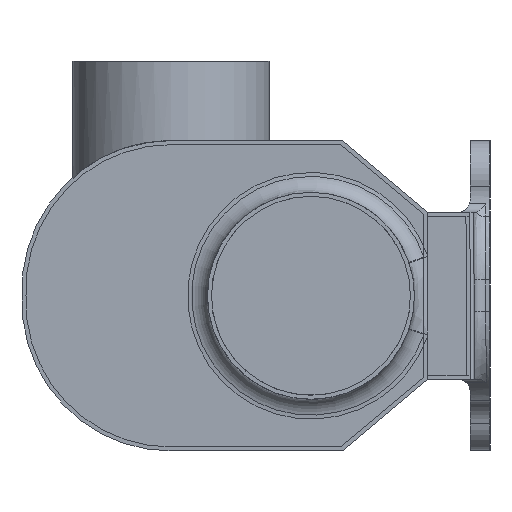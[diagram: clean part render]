
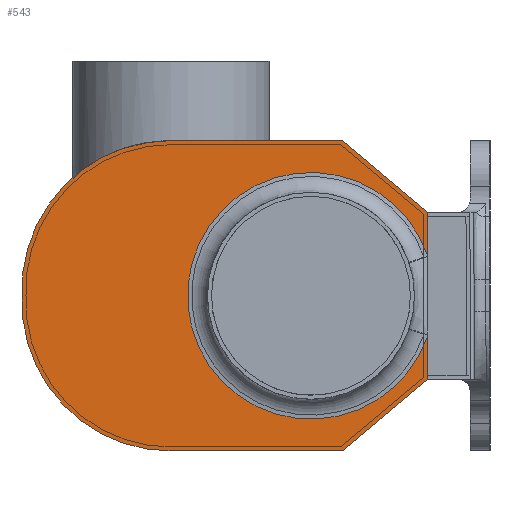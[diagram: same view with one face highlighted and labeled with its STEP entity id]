
A CAD part, left-side view. The second image highlights one B-rep face of the part: STEP entity #543.
In plain terms, the highlighted planar face has unit normal (-1, 0, 0).
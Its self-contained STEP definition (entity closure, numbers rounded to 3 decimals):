
#543=ADVANCED_FACE('',(#4133),#4135,.T.);
#4133=FACE_BOUND('',#4134,.T.);
#4134=EDGE_LOOP('',(#9430,#9431,#9432,#9433,#9434,#9435,#9436,#9437,#9438));
#4135=PLANE('',#4136);
#4136=AXIS2_PLACEMENT_3D('',#4137,#4138,#4139);
#4137=CARTESIAN_POINT('',(-851.,0.,0.));
#4138=DIRECTION('',(-1.,0.,0.));
#4139=DIRECTION('',(0.,0.,1.));
#9430=ORIENTED_EDGE('',*,*,#11465,.F.);
#9431=ORIENTED_EDGE('',*,*,#11466,.T.);
#9432=ORIENTED_EDGE('',*,*,#11467,.T.);
#9433=ORIENTED_EDGE('',*,*,#11452,.T.);
#9434=ORIENTED_EDGE('',*,*,#11450,.T.);
#9435=ORIENTED_EDGE('',*,*,#11464,.T.);
#9436=ORIENTED_EDGE('',*,*,#11468,.T.);
#9437=ORIENTED_EDGE('',*,*,#11469,.T.);
#9438=ORIENTED_EDGE('',*,*,#11470,.T.);
#11450=EDGE_CURVE('',#12643,#12641,#12644,.T.);
#11452=EDGE_CURVE('',#12646,#12643,#12647,.T.);
#11464=EDGE_CURVE('',#12641,#12666,#12668,.T.);
#11465=EDGE_CURVE('',#12669,#12670,#12671,.T.);
#11466=EDGE_CURVE('',#12669,#12672,#12673,.T.);
#11467=EDGE_CURVE('',#12672,#12646,#12674,.T.);
#11468=EDGE_CURVE('',#12666,#12675,#12676,.T.);
#11469=EDGE_CURVE('',#12675,#12677,#12678,.T.);
#11470=EDGE_CURVE('',#12677,#12670,#12679,.T.);
#12641=VERTEX_POINT('',#15460);
#12643=VERTEX_POINT('',#15464);
#12644=CIRCLE('',#15465,37.501);
#12646=VERTEX_POINT('',#15472);
#12647=LINE('',#15473,#15474);
#12666=VERTEX_POINT('',#15518);
#12668=CIRCLE('',#15522,37.501);
#12669=VERTEX_POINT('',#15526);
#12670=VERTEX_POINT('',#15527);
#12671=CIRCLE('',#15528,31.);
#12672=VERTEX_POINT('',#15532);
#12673=LINE('',#15533,#15534);
#12674=LINE('',#15536,#15537);
#12675=VERTEX_POINT('',#15539);
#12676=LINE('',#15540,#15541);
#12677=VERTEX_POINT('',#15543);
#12678=LINE('',#15544,#15545);
#12679=LINE('',#15547,#15548);
#15460=CARTESIAN_POINT('',(-851.,112.621,0.));
#15464=CARTESIAN_POINT('',(-851.,75.15,39.));
#15465=AXIS2_PLACEMENT_3D('',#15466,#15467,#15468);
#15466=CARTESIAN_POINT('',(-851.,75.15,1.499));
#15467=DIRECTION('',(-1.,0.,0.));
#15468=DIRECTION('',(0.,0.,1.));
#15472=CARTESIAN_POINT('',(-851.,32.15,39.));
#15473=CARTESIAN_POINT('',(-851.,32.15,39.));
#15474=VECTOR('',#15475,1.);
#15475=DIRECTION('',(0.,1.,0.));
#15518=CARTESIAN_POINT('',(-851.,75.15,-39.));
#15522=AXIS2_PLACEMENT_3D('',#15523,#15524,#15525);
#15523=CARTESIAN_POINT('',(-851.,75.15,-1.499));
#15524=DIRECTION('',(-1.,0.,0.));
#15525=DIRECTION('',(0.,0.999,0.04));
#15526=CARTESIAN_POINT('',(-851.,10.61,9.859));
#15527=CARTESIAN_POINT('',(-851.,10.61,-9.859));
#15528=AXIS2_PLACEMENT_3D('',#15529,#15530,#15531);
#15529=CARTESIAN_POINT('',(-851.,40.,0.));
#15530=DIRECTION('',(-1.,0.,0.));
#15531=DIRECTION('',(0.,-0.948,0.318));
#15532=CARTESIAN_POINT('',(-851.,10.61,21.));
#15533=CARTESIAN_POINT('',(-851.,10.61,9.859));
#15534=VECTOR('',#15535,1.);
#15535=DIRECTION('',(0.,0.,1.));
#15536=CARTESIAN_POINT('',(-851.,10.61,21.));
#15537=VECTOR('',#15538,1.);
#15538=DIRECTION('',(0.,0.767,0.641));
#15539=CARTESIAN_POINT('',(-851.,32.15,-39.));
#15540=CARTESIAN_POINT('',(-851.,75.15,-39.));
#15541=VECTOR('',#15542,1.);
#15542=DIRECTION('',(0.,-1.,0.));
#15543=CARTESIAN_POINT('',(-851.,10.61,-21.));
#15544=CARTESIAN_POINT('',(-851.,32.15,-39.));
#15545=VECTOR('',#15546,1.);
#15546=DIRECTION('',(0.,-0.767,0.641));
#15547=CARTESIAN_POINT('',(-851.,10.61,-21.));
#15548=VECTOR('',#15549,1.);
#15549=DIRECTION('',(0.,0.,1.));
